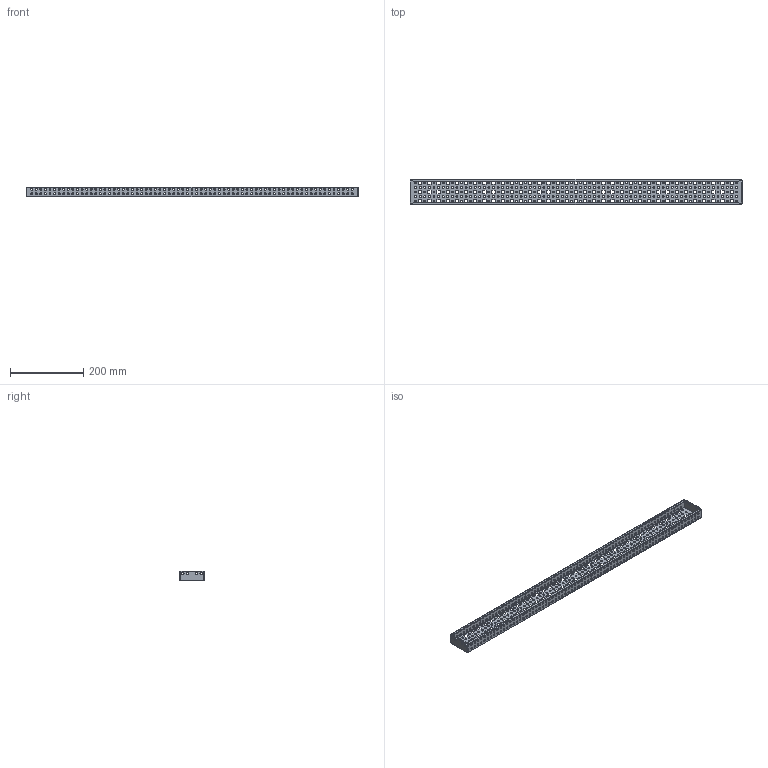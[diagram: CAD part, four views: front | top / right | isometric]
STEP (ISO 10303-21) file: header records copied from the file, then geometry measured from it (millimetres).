
FILE_DESCRIPTION (( 'STEP AP203' ), '1' );
FILE_NAME ('YKM40D-FO-VRB-100 ÀÃÈÅ 275.00.008 Ìîíòàæíàÿ ðåéêà òèï Â 1000.STEP', '2020-12-15T09:52:55', ( '' ), ( '' ), 'SwSTEP 2.0', 'SolidWorks 2017', '' );
FILE_SCHEMA (( 'CONFIG_CONTROL_DESIGN' ));
Length unit declared in the file: millimetre
Products named in the file (1): YKM40D-FO-VRB-100  ÀÃÈÅ 275.00.008 Ìîíòàæíàÿ ðåéêà òèï Â 1000
Bounding box: 906 x 69 x 27 mm (x, y, z)
Volume: 150204.5 mm3; surface area: 219040.3 mm2
Topology: 1 solids, 1 shells, 1008 faces, 3294 edges, 2288 vertices
Faces by surface type: cylinder 542, plane 466
Full cylindrical faces by diameter (mm): 5.4 x534, 6.5 x8
Entity records: 34189 total; most frequent: DIRECTION 5570, CARTESIAN_POINT 5481, ORIENTED_EDGE 4936, EDGE_LOOP 2844, EDGE_CURVE 2468, AXIS2_PLACEMENT_3D 2093, VERTEX_POINT 2004, FACE_OUTER_BOUND 1550
